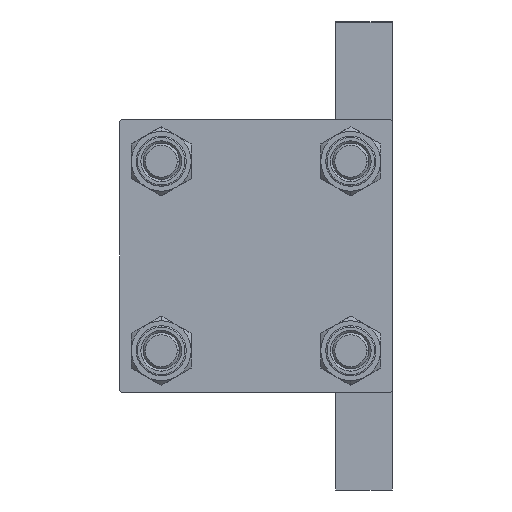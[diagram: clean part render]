
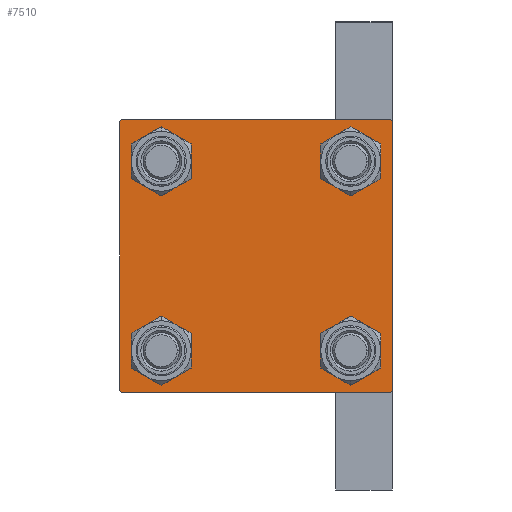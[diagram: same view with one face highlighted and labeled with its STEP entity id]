
A CAD part, left-side view. The second image highlights one B-rep face of the part: STEP entity #7510.
In plain terms, the highlighted planar face has unit normal (-1, 0, 0).
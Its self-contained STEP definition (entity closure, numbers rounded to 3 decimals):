
#572 = ORIENTED_EDGE ( 'NONE', *, *, #6862, .T. ) ;
#795 = CARTESIAN_POINT ( 'NONE',  ( 0., -30., -29.5 ) ) ;
#861 = CARTESIAN_POINT ( 'NONE',  ( 0., -29.5, -30. ) ) ;
#880 = DIRECTION ( 'NONE',  ( 0., 0., -1. ) ) ;
#1074 = ORIENTED_EDGE ( 'NONE', *, *, #14806, .T. ) ;
#1119 = LINE ( 'NONE', #4367, #34936 ) ;
#1149 = DIRECTION ( 'NONE',  ( 1., 0., 0. ) ) ;
#1755 = VERTEX_POINT ( 'NONE', #14830 ) ;
#1865 = CARTESIAN_POINT ( 'NONE',  ( 0., -20.85, -20.85 ) ) ;
#1873 = VERTEX_POINT ( 'NONE', #861 ) ;
#1883 = CARTESIAN_POINT ( 'NONE',  ( 0., -20.85, 20.85 ) ) ;
#1894 = DIRECTION ( 'NONE',  ( 1., 0., 0. ) ) ;
#2034 = VECTOR ( 'NONE', #2322, 1000. ) ;
#2040 = VERTEX_POINT ( 'NONE', #29693 ) ;
#2172 = CIRCLE ( 'NONE', #14922, 4.5 ) ;
#2322 = DIRECTION ( 'NONE',  ( 0., 0.707, 0.707 ) ) ;
#2341 = DIRECTION ( 'NONE',  ( 1., 0., 0. ) ) ;
#2604 = EDGE_CURVE ( 'NONE', #45881, #22462, #39732, .T. ) ;
#3082 = VERTEX_POINT ( 'NONE', #24440 ) ;
#3411 = ORIENTED_EDGE ( 'NONE', *, *, #7135, .F. ) ;
#3536 = CARTESIAN_POINT ( 'NONE',  ( 0., -20.85, -16.35 ) ) ;
#3586 = EDGE_CURVE ( 'NONE', #41763, #44923, #38942, .T. ) ;
#3854 = CARTESIAN_POINT ( 'NONE',  ( 0., 29.5, 30. ) ) ;
#4344 = AXIS2_PLACEMENT_3D ( 'NONE', #30355, #33342, #15407 ) ;
#4367 = CARTESIAN_POINT ( 'NONE',  ( 0., -30., 30. ) ) ;
#4403 = VERTEX_POINT ( 'NONE', #41365 ) ;
#4971 = VERTEX_POINT ( 'NONE', #31531 ) ;
#5563 = DIRECTION ( 'NONE',  ( 0., 0.707, -0.707 ) ) ;
#5970 = VECTOR ( 'NONE', #38119, 1000. ) ;
#6015 = PLANE ( 'NONE',  #26170 ) ;
#6021 = ORIENTED_EDGE ( 'NONE', *, *, #15604, .T. ) ;
#6862 = EDGE_CURVE ( 'NONE', #1755, #31237, #32598, .T. ) ;
#7135 = EDGE_CURVE ( 'NONE', #40294, #32544, #1119, .T. ) ;
#7221 = EDGE_CURVE ( 'NONE', #4403, #3082, #47668, .T. ) ;
#7510 = ADVANCED_FACE ( 'NONE', ( #36427, #24938, #40182, #17474, #10003 ), #6015, .T. ) ;
#9115 = DIRECTION ( 'NONE',  ( 0., 0., 1. ) ) ;
#9362 = DIRECTION ( 'NONE',  ( 1., 0., 0. ) ) ;
#9762 = VECTOR ( 'NONE', #26663, 1000. ) ;
#9789 = CARTESIAN_POINT ( 'NONE',  ( 0., -29.75, 29.75 ) ) ;
#9984 = DIRECTION ( 'NONE',  ( 0., -0.707, 0.707 ) ) ;
#10003 = FACE_OUTER_BOUND ( 'NONE', #46895, .T. ) ;
#10228 = AXIS2_PLACEMENT_3D ( 'NONE', #48213, #2341, #20536 ) ;
#10231 = VECTOR ( 'NONE', #5563, 1000. ) ;
#10370 = LINE ( 'NONE', #13635, #13249 ) ;
#10621 = CARTESIAN_POINT ( 'NONE',  ( 0., -30., 29.5 ) ) ;
#11138 = AXIS2_PLACEMENT_3D ( 'NONE', #16058, #31250, #42265 ) ;
#11684 = EDGE_LOOP ( 'NONE', ( #30011, #13348 ) ) ;
#12308 = CARTESIAN_POINT ( 'NONE',  ( 0., -20.85, -25.35 ) ) ;
#13025 = EDGE_CURVE ( 'NONE', #3082, #4403, #38589, .T. ) ;
#13249 = VECTOR ( 'NONE', #43796, 1000. ) ;
#13348 = ORIENTED_EDGE ( 'NONE', *, *, #7221, .T. ) ;
#13526 = EDGE_LOOP ( 'NONE', ( #572, #38752 ) ) ;
#13635 = CARTESIAN_POINT ( 'NONE',  ( 0., 30., -30. ) ) ;
#13753 = ORIENTED_EDGE ( 'NONE', *, *, #16855, .T. ) ;
#13974 = CARTESIAN_POINT ( 'NONE',  ( 0., -29.75, -29.75 ) ) ;
#14026 = EDGE_LOOP ( 'NONE', ( #13753, #6021 ) ) ;
#14670 = CARTESIAN_POINT ( 'NONE',  ( 0., 30., 30. ) ) ;
#14806 = EDGE_CURVE ( 'NONE', #22462, #4971, #42107, .T. ) ;
#14830 = CARTESIAN_POINT ( 'NONE',  ( 0., -20.85, 25.35 ) ) ;
#14922 = AXIS2_PLACEMENT_3D ( 'NONE', #1865, #1149, #19840 ) ;
#15407 = DIRECTION ( 'NONE',  ( 0., 0., 1. ) ) ;
#15604 = EDGE_CURVE ( 'NONE', #37178, #29432, #37838, .T. ) ;
#16058 = CARTESIAN_POINT ( 'NONE',  ( 0., -20.85, 20.85 ) ) ;
#16260 = ORIENTED_EDGE ( 'NONE', *, *, #29996, .F. ) ;
#16578 = EDGE_CURVE ( 'NONE', #31237, #1755, #48222, .T. ) ;
#16855 = EDGE_CURVE ( 'NONE', #29432, #37178, #21937, .T. ) ;
#16969 = DIRECTION ( 'NONE',  ( 0., 0., 1. ) ) ;
#17344 = CARTESIAN_POINT ( 'NONE',  ( 0., -20.85, -20.85 ) ) ;
#17474 = FACE_BOUND ( 'NONE', #14026, .T. ) ;
#18379 = CARTESIAN_POINT ( 'NONE',  ( 0., -20.85, 16.35 ) ) ;
#19547 = VERTEX_POINT ( 'NONE', #38143 ) ;
#19840 = DIRECTION ( 'NONE',  ( 0., 0., 1. ) ) ;
#20536 = DIRECTION ( 'NONE',  ( 0., 0., 1. ) ) ;
#21937 = CIRCLE ( 'NONE', #45059, 4.5 ) ;
#22462 = VERTEX_POINT ( 'NONE', #44338 ) ;
#22474 = ORIENTED_EDGE ( 'NONE', *, *, #33599, .T. ) ;
#22675 = LINE ( 'NONE', #37901, #9762 ) ;
#23091 = ORIENTED_EDGE ( 'NONE', *, *, #25585, .T. ) ;
#24440 = CARTESIAN_POINT ( 'NONE',  ( 0., 20.85, -16.35 ) ) ;
#24692 = DIRECTION ( 'NONE',  ( -1., 0., 0. ) ) ;
#24938 = FACE_BOUND ( 'NONE', #35567, .T. ) ;
#25585 = EDGE_CURVE ( 'NONE', #4971, #19547, #44536, .T. ) ;
#26170 = AXIS2_PLACEMENT_3D ( 'NONE', #39930, #24692, #32669 ) ;
#26531 = VECTOR ( 'NONE', #9984, 1000. ) ;
#26663 = DIRECTION ( 'NONE',  ( 0., -1., 0. ) ) ;
#27092 = CARTESIAN_POINT ( 'NONE',  ( 0., 29.75, 29.75 ) ) ;
#27710 = DIRECTION ( 'NONE',  ( 1., 0., 0. ) ) ;
#29432 = VERTEX_POINT ( 'NONE', #33007 ) ;
#29693 = CARTESIAN_POINT ( 'NONE',  ( 0., -29.5, 30. ) ) ;
#29996 = EDGE_CURVE ( 'NONE', #45881, #2040, #22675, .T. ) ;
#30011 = ORIENTED_EDGE ( 'NONE', *, *, #13025, .T. ) ;
#30355 = CARTESIAN_POINT ( 'NONE',  ( 0., 20.85, -20.85 ) ) ;
#30884 = EDGE_CURVE ( 'NONE', #1873, #32544, #43890, .T. ) ;
#31237 = VERTEX_POINT ( 'NONE', #18379 ) ;
#31250 = DIRECTION ( 'NONE',  ( 1., 0., 0. ) ) ;
#31531 = CARTESIAN_POINT ( 'NONE',  ( 0., 30., -29.5 ) ) ;
#32540 = DIRECTION ( 'NONE',  ( 0., 0., 1. ) ) ;
#32544 = VERTEX_POINT ( 'NONE', #795 ) ;
#32598 = CIRCLE ( 'NONE', #11138, 4.5 ) ;
#32669 = DIRECTION ( 'NONE',  ( 0., 0., 1. ) ) ;
#33007 = CARTESIAN_POINT ( 'NONE',  ( 0., 20.85, 25.35 ) ) ;
#33038 = AXIS2_PLACEMENT_3D ( 'NONE', #46458, #27710, #45980 ) ;
#33342 = DIRECTION ( 'NONE',  ( 1., 0., 0. ) ) ;
#33599 = EDGE_CURVE ( 'NONE', #40294, #2040, #46964, .T. ) ;
#34936 = VECTOR ( 'NONE', #880, 1000. ) ;
#35070 = EDGE_CURVE ( 'NONE', #19547, #1873, #10370, .T. ) ;
#35530 = CARTESIAN_POINT ( 'NONE',  ( 0., 20.85, 16.35 ) ) ;
#35567 = EDGE_LOOP ( 'NONE', ( #38895, #37878 ) ) ;
#36427 = FACE_BOUND ( 'NONE', #13526, .T. ) ;
#37178 = VERTEX_POINT ( 'NONE', #35530 ) ;
#37208 = EDGE_CURVE ( 'NONE', #44923, #41763, #2172, .T. ) ;
#37838 = CIRCLE ( 'NONE', #33038, 4.5 ) ;
#37878 = ORIENTED_EDGE ( 'NONE', *, *, #3586, .T. ) ;
#37901 = CARTESIAN_POINT ( 'NONE',  ( 0., 30., 30. ) ) ;
#38119 = DIRECTION ( 'NONE',  ( 0., 0., -1. ) ) ;
#38143 = CARTESIAN_POINT ( 'NONE',  ( 0., 29.5, -30. ) ) ;
#38589 = CIRCLE ( 'NONE', #4344, 4.5 ) ;
#38752 = ORIENTED_EDGE ( 'NONE', *, *, #16578, .T. ) ;
#38895 = ORIENTED_EDGE ( 'NONE', *, *, #37208, .T. ) ;
#38942 = CIRCLE ( 'NONE', #48498, 4.5 ) ;
#39732 = LINE ( 'NONE', #27092, #10231 ) ;
#39930 = CARTESIAN_POINT ( 'NONE',  ( 0., 0., 0. ) ) ;
#40182 = FACE_BOUND ( 'NONE', #11684, .T. ) ;
#40294 = VERTEX_POINT ( 'NONE', #10621 ) ;
#40314 = DIRECTION ( 'NONE',  ( 0., -0.707, -0.707 ) ) ;
#41365 = CARTESIAN_POINT ( 'NONE',  ( 0., 20.85, -25.35 ) ) ;
#41763 = VERTEX_POINT ( 'NONE', #12308 ) ;
#42107 = LINE ( 'NONE', #14670, #5970 ) ;
#42265 = DIRECTION ( 'NONE',  ( 0., 0., 1. ) ) ;
#42681 = CARTESIAN_POINT ( 'NONE',  ( 0., 20.85, 20.85 ) ) ;
#43796 = DIRECTION ( 'NONE',  ( 0., -1., 0. ) ) ;
#43868 = VECTOR ( 'NONE', #40314, 1000. ) ;
#43890 = LINE ( 'NONE', #13974, #26531 ) ;
#44220 = AXIS2_PLACEMENT_3D ( 'NONE', #1883, #9362, #9115 ) ;
#44338 = CARTESIAN_POINT ( 'NONE',  ( 0., 30., 29.5 ) ) ;
#44536 = LINE ( 'NONE', #47797, #43868 ) ;
#44923 = VERTEX_POINT ( 'NONE', #3536 ) ;
#45059 = AXIS2_PLACEMENT_3D ( 'NONE', #42681, #47157, #16969 ) ;
#45881 = VERTEX_POINT ( 'NONE', #3854 ) ;
#45890 = ORIENTED_EDGE ( 'NONE', *, *, #35070, .T. ) ;
#45980 = DIRECTION ( 'NONE',  ( 0., 0., 1. ) ) ;
#46458 = CARTESIAN_POINT ( 'NONE',  ( 0., 20.85, 20.85 ) ) ;
#46895 = EDGE_LOOP ( 'NONE', ( #1074, #23091, #45890, #47282, #3411, #22474, #16260, #48931 ) ) ;
#46964 = LINE ( 'NONE', #9789, #2034 ) ;
#47157 = DIRECTION ( 'NONE',  ( 1., 0., 0. ) ) ;
#47282 = ORIENTED_EDGE ( 'NONE', *, *, #30884, .T. ) ;
#47668 = CIRCLE ( 'NONE', #10228, 4.5 ) ;
#47797 = CARTESIAN_POINT ( 'NONE',  ( 0., 29.75, -29.75 ) ) ;
#48213 = CARTESIAN_POINT ( 'NONE',  ( 0., 20.85, -20.85 ) ) ;
#48222 = CIRCLE ( 'NONE', #44220, 4.5 ) ;
#48498 = AXIS2_PLACEMENT_3D ( 'NONE', #17344, #1894, #32540 ) ;
#48931 = ORIENTED_EDGE ( 'NONE', *, *, #2604, .T. ) ;
